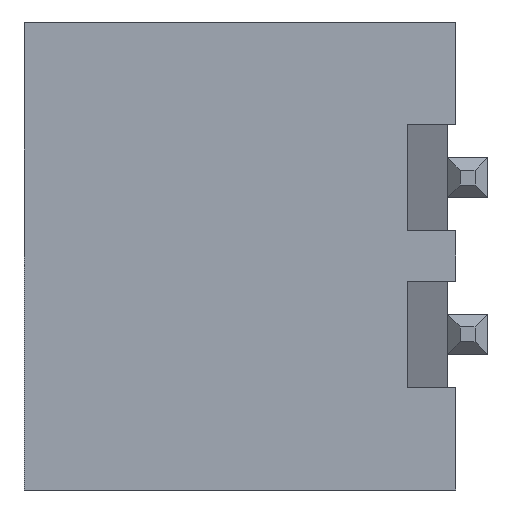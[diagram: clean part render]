
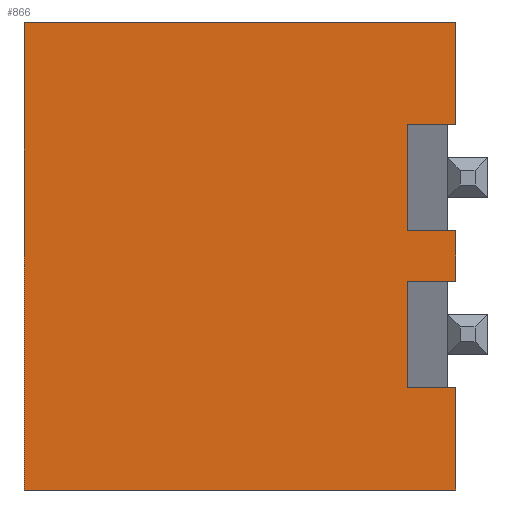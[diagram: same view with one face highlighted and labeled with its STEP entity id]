
A CAD part, left-side view. The second image highlights one B-rep face of the part: STEP entity #866.
In plain terms, the highlighted planar face has unit normal (-1, 0, 0).
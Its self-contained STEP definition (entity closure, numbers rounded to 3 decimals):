
#866 = ADVANCED_FACE('',(#867),#965,.T.);
#867 = FACE_BOUND('',#868,.T.);
#868 = EDGE_LOOP('',(#869,#879,#887,#895,#903,#911,#919,#927,#935,#943,
    #951,#959));
#869 = ORIENTED_EDGE('',*,*,#870,.T.);
#870 = EDGE_CURVE('',#871,#873,#875,.T.);
#871 = VERTEX_POINT('',#872);
#872 = CARTESIAN_POINT('',(-5.728,0.,-5.804));
#873 = VERTEX_POINT('',#874);
#874 = CARTESIAN_POINT('',(-5.728,0.762,-5.804));
#875 = LINE('',#876,#877);
#876 = CARTESIAN_POINT('',(-5.728,0.,-5.804));
#877 = VECTOR('',#878,1.);
#878 = DIRECTION('',(0.,1.,0.));
#879 = ORIENTED_EDGE('',*,*,#880,.F.);
#880 = EDGE_CURVE('',#881,#873,#883,.T.);
#881 = VERTEX_POINT('',#882);
#882 = CARTESIAN_POINT('',(-5.728,0.762,-4.115));
#883 = LINE('',#884,#885);
#884 = CARTESIAN_POINT('',(-5.728,0.762,-6.194));
#885 = VECTOR('',#886,1.);
#886 = DIRECTION('',(0.,0.,-1.));
#887 = ORIENTED_EDGE('',*,*,#888,.T.);
#888 = EDGE_CURVE('',#881,#889,#891,.T.);
#889 = VERTEX_POINT('',#890);
#890 = CARTESIAN_POINT('',(-5.728,0.,-4.115));
#891 = LINE('',#892,#893);
#892 = CARTESIAN_POINT('',(-5.728,0.,-4.115));
#893 = VECTOR('',#894,1.);
#894 = DIRECTION('',(-0.,-1.,0.));
#895 = ORIENTED_EDGE('',*,*,#896,.F.);
#896 = EDGE_CURVE('',#897,#889,#899,.T.);
#897 = VERTEX_POINT('',#898);
#898 = CARTESIAN_POINT('',(-5.728,0.,-3.315));
#899 = LINE('',#900,#901);
#900 = CARTESIAN_POINT('',(-5.728,0.,-3.715));
#901 = VECTOR('',#902,1.);
#902 = DIRECTION('',(0.,-0.,-1.));
#903 = ORIENTED_EDGE('',*,*,#904,.T.);
#904 = EDGE_CURVE('',#897,#905,#907,.T.);
#905 = VERTEX_POINT('',#906);
#906 = CARTESIAN_POINT('',(-5.728,0.762,-3.315));
#907 = LINE('',#908,#909);
#908 = CARTESIAN_POINT('',(-5.728,0.,-3.315));
#909 = VECTOR('',#910,1.);
#910 = DIRECTION('',(0.,1.,0.));
#911 = ORIENTED_EDGE('',*,*,#912,.F.);
#912 = EDGE_CURVE('',#913,#905,#915,.T.);
#913 = VERTEX_POINT('',#914);
#914 = CARTESIAN_POINT('',(-5.728,0.762,-1.626));
#915 = LINE('',#916,#917);
#916 = CARTESIAN_POINT('',(-5.728,0.762,-4.95));
#917 = VECTOR('',#918,1.);
#918 = DIRECTION('',(0.,0.,-1.));
#919 = ORIENTED_EDGE('',*,*,#920,.T.);
#920 = EDGE_CURVE('',#913,#921,#923,.T.);
#921 = VERTEX_POINT('',#922);
#922 = CARTESIAN_POINT('',(-5.728,0.,-1.626));
#923 = LINE('',#924,#925);
#924 = CARTESIAN_POINT('',(-5.728,0.,-1.626));
#925 = VECTOR('',#926,1.);
#926 = DIRECTION('',(-0.,-1.,0.));
#927 = ORIENTED_EDGE('',*,*,#928,.F.);
#928 = EDGE_CURVE('',#929,#921,#931,.T.);
#929 = VERTEX_POINT('',#930);
#930 = CARTESIAN_POINT('',(-5.728,0.,0.));
#931 = LINE('',#932,#933);
#932 = CARTESIAN_POINT('',(-5.728,0.,-3.715));
#933 = VECTOR('',#934,1.);
#934 = DIRECTION('',(0.,-0.,-1.));
#935 = ORIENTED_EDGE('',*,*,#936,.T.);
#936 = EDGE_CURVE('',#929,#937,#939,.T.);
#937 = VERTEX_POINT('',#938);
#938 = CARTESIAN_POINT('',(-5.728,6.845,0.));
#939 = LINE('',#940,#941);
#940 = CARTESIAN_POINT('',(-5.728,0.,0.));
#941 = VECTOR('',#942,1.);
#942 = DIRECTION('',(0.,1.,-0.));
#943 = ORIENTED_EDGE('',*,*,#944,.T.);
#944 = EDGE_CURVE('',#937,#945,#947,.T.);
#945 = VERTEX_POINT('',#946);
#946 = CARTESIAN_POINT('',(-5.728,6.845,-7.43));
#947 = LINE('',#948,#949);
#948 = CARTESIAN_POINT('',(-5.728,6.845,-7.43));
#949 = VECTOR('',#950,1.);
#950 = DIRECTION('',(0.,-0.,-1.));
#951 = ORIENTED_EDGE('',*,*,#952,.T.);
#952 = EDGE_CURVE('',#945,#953,#955,.T.);
#953 = VERTEX_POINT('',#954);
#954 = CARTESIAN_POINT('',(-5.728,0.,-7.43));
#955 = LINE('',#956,#957);
#956 = CARTESIAN_POINT('',(-5.728,0.,-7.43));
#957 = VECTOR('',#958,1.);
#958 = DIRECTION('',(-0.,-1.,0.));
#959 = ORIENTED_EDGE('',*,*,#960,.F.);
#960 = EDGE_CURVE('',#871,#953,#961,.T.);
#961 = LINE('',#962,#963);
#962 = CARTESIAN_POINT('',(-5.728,0.,-3.715));
#963 = VECTOR('',#964,1.);
#964 = DIRECTION('',(0.,-0.,-1.));
#965 = PLANE('',#966);
#966 = AXIS2_PLACEMENT_3D('',#967,#968,#969);
#967 = CARTESIAN_POINT('',(-5.728,0.,-7.43));
#968 = DIRECTION('',(-1.,0.,0.));
#969 = DIRECTION('',(0.,0.,1.));
